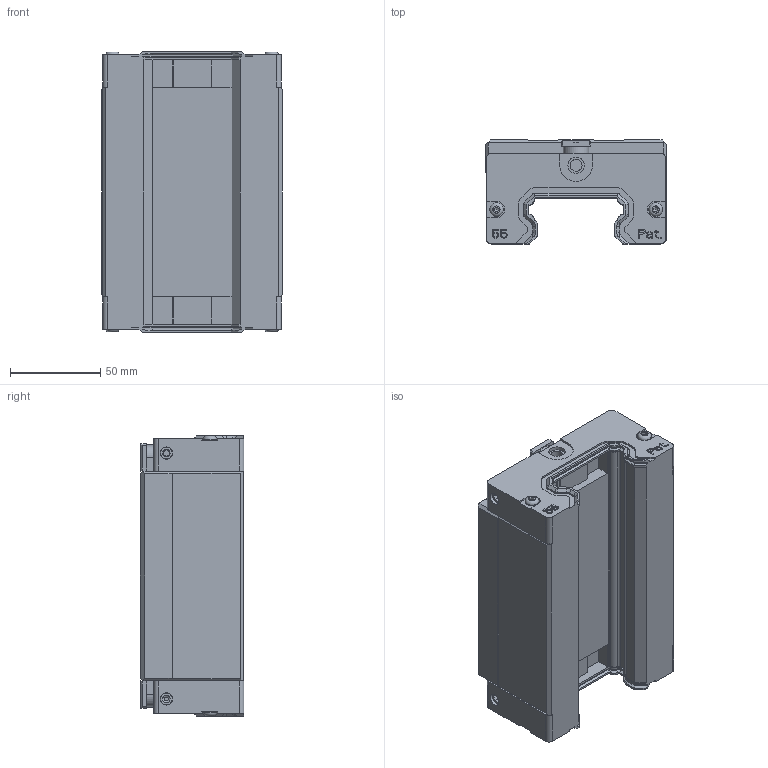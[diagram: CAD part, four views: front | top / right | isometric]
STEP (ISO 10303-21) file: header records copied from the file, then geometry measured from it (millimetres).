
FILE_DESCRIPTION(/* description */ (''),/* implementation_level */ '2;1');
FILE_NAME(/* name */ 'LGB_S55BNSS_Shrinkwrap.ipt.stp',/* time_stamp */ '2015-12-04T08:18:38+01:00',/* author */ ('RLI'),/* organization */ (''),/* preprocessor_version */ 'ST-DEVELOPER v15.6',/* originating_system */ 'Autodesk Inventor 2015',/* authorisation */ '');
FILE_SCHEMA (('AUTOMOTIVE_DESIGN { 1 0 10303 214 3 1 1 }'));
Length unit declared in the file: millimetre
Products named in the file (1): LGB_S55BNSS_Shrinkwrap
Bounding box: 99.95 x 57.3 x 155 mm (x, y, z)
Volume: 577863.6 mm3; surface area: 93175.8 mm2
Topology: 5 solids, 15 shells, 1082 faces, 2760 edges, 1760 vertices
Faces by surface type: plane 810, cylinder 178, cone 86, torus 8
Full cylindrical faces by diameter (mm): 4 x12, 4.5 x4, 5 x4, 6.647 x2, 6.75 x4, 7.6 x4, 9 x2, 10 x2, 11.5 x4, 12 x4, 14 x2
Entity records: 32694 total; most frequent: CARTESIAN_POINT 5747, ORIENTED_EDGE 5332, DIRECTION 5156, EDGE_CURVE 2666, LINE 2166, VECTOR 2166, VERTEX_POINT 1734, AXIS2_PLACEMENT_3D 1495
